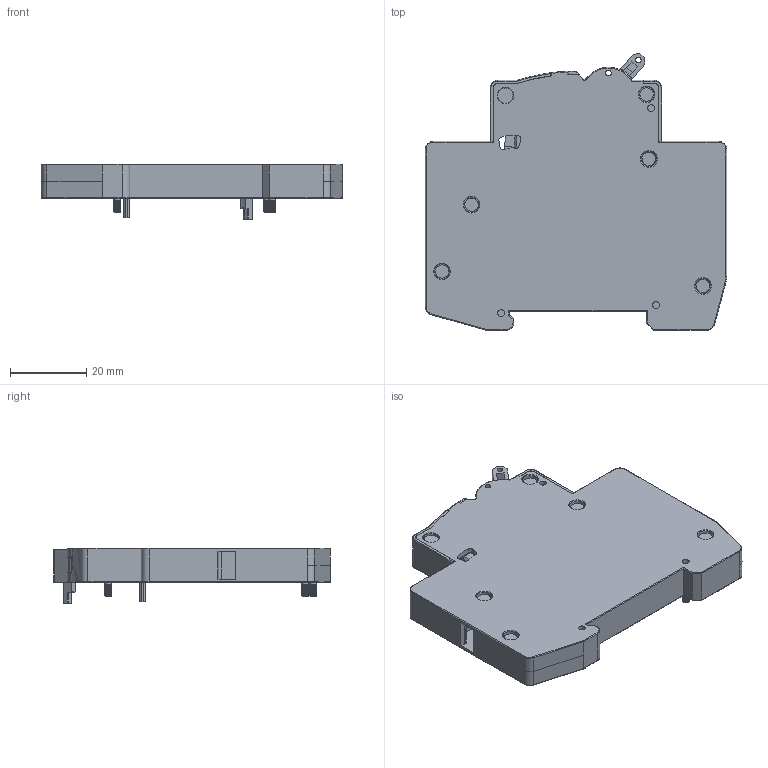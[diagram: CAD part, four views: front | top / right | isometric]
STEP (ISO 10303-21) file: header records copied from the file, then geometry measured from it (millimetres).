
FILE_DESCRIPTION (( 'STEP AP214' ), '1' );
FILE_NAME ('01.03.03.06.01 Êîíòàêò ñîñòîÿíèÿ ÊÑÂ47 íîâàÿ ñåðèÿ íà DIN-ðåéêó ÈÝÊ.STEP', '2017-03-16T09:01:46', ( 'user' ), ( '' ), 'SwSTEP 2.0', 'SolidWorks 2014', '' );
FILE_SCHEMA (( 'AUTOMOTIVE_DESIGN' ));
Length unit declared in the file: millimetre
Products named in the file (1): 01.03.03.06.01 Êîíòàêò ñîñòîÿíèÿ ÊÑÂ47 íîâàÿ ñåðèÿ íà DIN-ðåéêó ÈÝÊ
Bounding box: 79 x 72.47 x 14.65 mm (x, y, z)
Volume: 31146.8 mm3; surface area: 22291.8 mm2
Topology: 1 solids, 9 shells, 1212 faces, 3389 edges, 2224 vertices
Faces by surface type: plane 782, cylinder 311, cone 54, torus 44, bspline 15, sphere 6
Full cylindrical faces by diameter (mm): 0.8 x2, 1 x6, 1.5 x3, 1.8 x9, 1.85 x3, 2 x8, 2.1 x11, 2.5 x1, 2.8 x4, 3 x4, 3.2 x1, 3.4 x5, 3.5 x5, 3.6 x5, 4 x12, 5 x4, 5.28 x1, 5.6 x2
Entity records: 51760 total; most frequent: CARTESIAN_POINT 9001, ORIENTED_EDGE 6354, DIRECTION 6000, EDGE_CURVE 3177, VERTEX_POINT 2154, LINE 2064, VECTOR 2064, AXIS2_PLACEMENT_3D 1968
